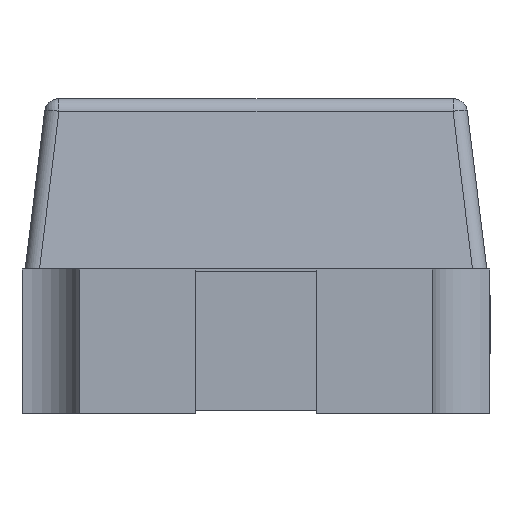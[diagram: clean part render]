
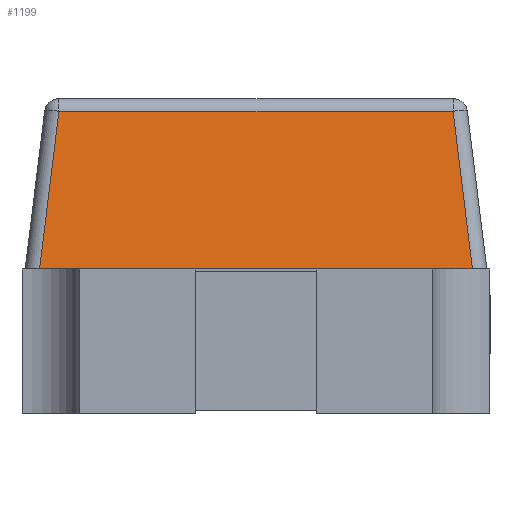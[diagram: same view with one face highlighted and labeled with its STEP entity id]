
A CAD part, left-side view. The second image highlights one B-rep face of the part: STEP entity #1199.
In plain terms, the highlighted planar face has unit normal (-0.993, 0, 0.122).
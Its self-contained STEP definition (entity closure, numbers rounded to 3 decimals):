
#427 = ORIENTED_EDGE ( 'NONE', *, *, #16257, .T. ) ;
#584 = CARTESIAN_POINT ( 'NONE',  ( -0.75, -0.8, 0.48 ) ) ;
#616 = VERTEX_POINT ( 'NONE', #10878 ) ;
#845 = CARTESIAN_POINT ( 'NONE',  ( -0.75, -0.8, 0.48 ) ) ;
#911 = DIRECTION ( 'NONE',  ( 0., -1., 0. ) ) ;
#1111 = ORIENTED_EDGE ( 'NONE', *, *, #3141, .F. ) ;
#1199 = ADVANCED_FACE ( 'NONE', ( #12271 ), #5039, .T. ) ;
#1453 = ORIENTED_EDGE ( 'NONE', *, *, #17266, .F. ) ;
#1529 = EDGE_CURVE ( 'NONE', #14267, #12672, #11404, .T. ) ;
#1533 = CARTESIAN_POINT ( 'NONE',  ( -0.682, 0.682, 1.036 ) ) ;
#1579 = CARTESIAN_POINT ( 'NONE',  ( -0.749, -0.81, 0.49 ) ) ;
#1671 = VECTOR ( 'NONE', #7798, 1000. ) ;
#1739 = LINE ( 'NONE', #5999, #5590 ) ;
#2104 = ORIENTED_EDGE ( 'NONE', *, *, #15342, .T. ) ;
#2256 = VERTEX_POINT ( 'NONE', #11525 ) ;
#2369 = LINE ( 'NONE', #17834, #1671 ) ;
#2976 = ORIENTED_EDGE ( 'NONE', *, *, #16233, .T. ) ;
#3141 = EDGE_CURVE ( 'NONE', #14267, #4035, #6052, .T. ) ;
#3191 = ORIENTED_EDGE ( 'NONE', *, *, #11462, .T. ) ;
#3276 = CARTESIAN_POINT ( 'NONE',  ( -0.749, -0.631, 0.49 ) ) ;
#3588 = CARTESIAN_POINT ( 'NONE',  ( -0.749, 0.626, 0.49 ) ) ;
#3692 = LINE ( 'NONE', #17594, #9365 ) ;
#3716 = CARTESIAN_POINT ( 'NONE',  ( -0.75, 0.505, 0.48 ) ) ;
#3863 = VERTEX_POINT ( 'NONE', #3588 ) ;
#4035 = VERTEX_POINT ( 'NONE', #5205 ) ;
#4771 = VERTEX_POINT ( 'NONE', #3716 ) ;
#5026 = ORIENTED_EDGE ( 'NONE', *, *, #1529, .T. ) ;
#5027 = VERTEX_POINT ( 'NONE', #8935 ) ;
#5039 = PLANE ( 'NONE',  #9778 ) ;
#5205 = CARTESIAN_POINT ( 'NONE',  ( -0.75, -0.51, 0.48 ) ) ;
#5590 = VECTOR ( 'NONE', #17398, 1000. ) ;
#5705 = LINE ( 'NONE', #11368, #11440 ) ;
#5945 = EDGE_CURVE ( 'NONE', #616, #12672, #12509, .T. ) ;
#5999 = CARTESIAN_POINT ( 'NONE',  ( -0.75, -0.8, 0.48 ) ) ;
#6052 = LINE ( 'NONE', #9936, #17916 ) ;
#6089 = VECTOR ( 'NONE', #14074, 1000. ) ;
#6221 = VECTOR ( 'NONE', #7962, 1000. ) ;
#6441 = DIRECTION ( 'NONE',  ( -0.993, 0., 0.122 ) ) ;
#6999 = VECTOR ( 'NONE', #16689, 1000. ) ;
#7364 = ORIENTED_EDGE ( 'NONE', *, *, #13968, .F. ) ;
#7390 = CARTESIAN_POINT ( 'NONE',  ( -0.75, 0.626, 0.48 ) ) ;
#7752 = CARTESIAN_POINT ( 'NONE',  ( -0.749, -0.51, 0.49 ) ) ;
#7798 = DIRECTION ( 'NONE',  ( -0.121, 0.121, -0.985 ) ) ;
#7962 = DIRECTION ( 'NONE',  ( 0., -1., 0. ) ) ;
#7985 = VECTOR ( 'NONE', #9897, 1000. ) ;
#8182 = VECTOR ( 'NONE', #9303, 1000. ) ;
#8209 = DIRECTION ( 'NONE',  ( 0.122, 0., 0.993 ) ) ;
#8296 = ORIENTED_EDGE ( 'NONE', *, *, #5945, .F. ) ;
#8483 = CARTESIAN_POINT ( 'NONE',  ( -0.777, -0.631, 0.261 ) ) ;
#8935 = CARTESIAN_POINT ( 'NONE',  ( -0.749, 0.505, 0.49 ) ) ;
#9303 = DIRECTION ( 'NONE',  ( 0.122, 0., 0.993 ) ) ;
#9365 = VECTOR ( 'NONE', #911, 1000. ) ;
#9778 = AXIS2_PLACEMENT_3D ( 'NONE', #584, #6441, #17651 ) ;
#9897 = DIRECTION ( 'NONE',  ( 0., -1., 0. ) ) ;
#9936 = CARTESIAN_POINT ( 'NONE',  ( -0.777, -0.51, 0.261 ) ) ;
#10252 = LINE ( 'NONE', #17771, #8182 ) ;
#10797 = ORIENTED_EDGE ( 'NONE', *, *, #15755, .T. ) ;
#10878 = CARTESIAN_POINT ( 'NONE',  ( -0.75, -0.631, 0.48 ) ) ;
#11368 = CARTESIAN_POINT ( 'NONE',  ( -0.682, -0.8, 1.036 ) ) ;
#11404 = LINE ( 'NONE', #1579, #7985 ) ;
#11440 = VECTOR ( 'NONE', #17005, 1000. ) ;
#11462 = EDGE_CURVE ( 'NONE', #16640, #17182, #15284, .T. ) ;
#11525 = CARTESIAN_POINT ( 'NONE',  ( -0.75, 0.75, 0.48 ) ) ;
#11714 = EDGE_CURVE ( 'NONE', #17182, #17841, #5705, .T. ) ;
#12099 = LINE ( 'NONE', #13761, #17336 ) ;
#12271 = FACE_OUTER_BOUND ( 'NONE', #13747, .T. ) ;
#12509 = LINE ( 'NONE', #8483, #16723 ) ;
#12672 = VERTEX_POINT ( 'NONE', #3276 ) ;
#12949 = ORIENTED_EDGE ( 'NONE', *, *, #11714, .T. ) ;
#13455 = LINE ( 'NONE', #845, #6221 ) ;
#13699 = CARTESIAN_POINT ( 'NONE',  ( -0.751, -0.751, 0.474 ) ) ;
#13747 = EDGE_LOOP ( 'NONE', ( #12949, #427, #2104, #7364, #13858, #1453, #10797, #1111, #5026, #8296, #2976, #3191 ) ) ;
#13761 = CARTESIAN_POINT ( 'NONE',  ( -0.75, -0.8, 0.48 ) ) ;
#13858 = ORIENTED_EDGE ( 'NONE', *, *, #16933, .T. ) ;
#13968 = EDGE_CURVE ( 'NONE', #3863, #17262, #18348, .T. ) ;
#14074 = DIRECTION ( 'NONE',  ( 0.121, 0.121, 0.985 ) ) ;
#14267 = VERTEX_POINT ( 'NONE', #7752 ) ;
#14313 = DIRECTION ( 'NONE',  ( -0.122, 0., -0.993 ) ) ;
#15284 = LINE ( 'NONE', #13699, #6089 ) ;
#15313 = CARTESIAN_POINT ( 'NONE',  ( -0.777, 0.626, 0.261 ) ) ;
#15342 = EDGE_CURVE ( 'NONE', #2256, #17262, #1739, .T. ) ;
#15755 = EDGE_CURVE ( 'NONE', #4771, #4035, #13455, .T. ) ;
#15923 = CARTESIAN_POINT ( 'NONE',  ( -0.682, -0.682, 1.036 ) ) ;
#16233 = EDGE_CURVE ( 'NONE', #616, #16640, #12099, .T. ) ;
#16257 = EDGE_CURVE ( 'NONE', #17841, #2256, #2369, .T. ) ;
#16640 = VERTEX_POINT ( 'NONE', #16949 ) ;
#16689 = DIRECTION ( 'NONE',  ( -0.122, 0., -0.993 ) ) ;
#16723 = VECTOR ( 'NONE', #8209, 1000. ) ;
#16933 = EDGE_CURVE ( 'NONE', #3863, #5027, #3692, .T. ) ;
#16949 = CARTESIAN_POINT ( 'NONE',  ( -0.75, -0.75, 0.48 ) ) ;
#17005 = DIRECTION ( 'NONE',  ( 0., 1., 0. ) ) ;
#17182 = VERTEX_POINT ( 'NONE', #15923 ) ;
#17262 = VERTEX_POINT ( 'NONE', #7390 ) ;
#17266 = EDGE_CURVE ( 'NONE', #4771, #5027, #10252, .T. ) ;
#17336 = VECTOR ( 'NONE', #18026, 1000. ) ;
#17398 = DIRECTION ( 'NONE',  ( 0., -1., 0. ) ) ;
#17594 = CARTESIAN_POINT ( 'NONE',  ( -0.749, 0.81, 0.49 ) ) ;
#17651 = DIRECTION ( 'NONE',  ( 0.122, 0., 0.993 ) ) ;
#17771 = CARTESIAN_POINT ( 'NONE',  ( -0.777, 0.505, 0.261 ) ) ;
#17834 = CARTESIAN_POINT ( 'NONE',  ( -0.727, 0.728, 0.665 ) ) ;
#17841 = VERTEX_POINT ( 'NONE', #1533 ) ;
#17916 = VECTOR ( 'NONE', #14313, 1000. ) ;
#18026 = DIRECTION ( 'NONE',  ( 0., -1., 0. ) ) ;
#18348 = LINE ( 'NONE', #15313, #6999 ) ;
